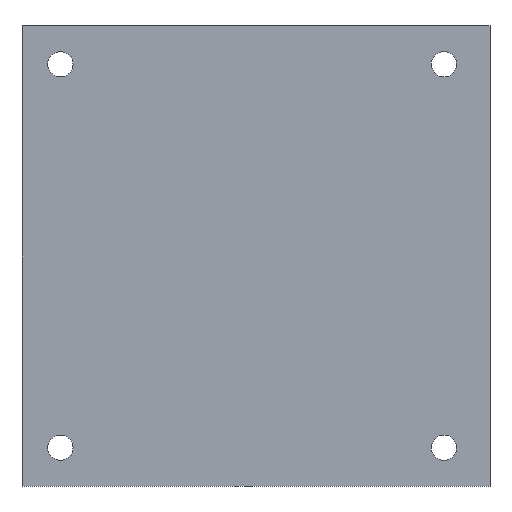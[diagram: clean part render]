
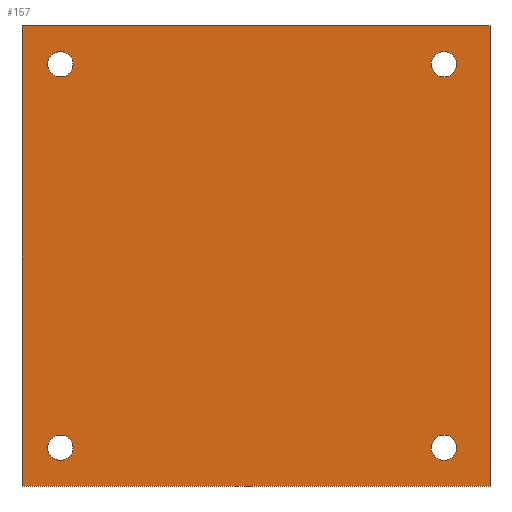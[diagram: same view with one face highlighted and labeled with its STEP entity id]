
A CAD part, front view. The second image highlights one B-rep face of the part: STEP entity #157.
In plain terms, the highlighted planar face has unit normal (0, -1, 0).
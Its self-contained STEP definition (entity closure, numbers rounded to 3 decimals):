
#1 = DIRECTION ( 'NONE',  ( 0., 0., 1. ) ) ;
#5 = FACE_BOUND ( 'NONE', #304, .T. ) ;
#11 = EDGE_CURVE ( 'NONE', #112, #124, #59, .T. ) ;
#36 = DIRECTION ( 'NONE',  ( 0., 0., 1. ) ) ;
#49 = EDGE_CURVE ( 'NONE', #389, #188, #207, .T. ) ;
#59 = CIRCLE ( 'NONE', #817, 1.65 ) ;
#60 = VERTEX_POINT ( 'NONE', #204 ) ;
#70 = DIRECTION ( 'NONE',  ( 0., 0., 1. ) ) ;
#74 = VECTOR ( 'NONE', #532, 1000. ) ;
#78 = EDGE_CURVE ( 'NONE', #748, #801, #291, .T. ) ;
#94 = FACE_OUTER_BOUND ( 'NONE', #594, .T. ) ;
#105 = VECTOR ( 'NONE', #728, 1000. ) ;
#108 = ORIENTED_EDGE ( 'NONE', *, *, #349, .T. ) ;
#112 = VERTEX_POINT ( 'NONE', #446 ) ;
#115 = EDGE_CURVE ( 'NONE', #186, #659, #600, .T. ) ;
#116 = CARTESIAN_POINT ( 'NONE',  ( 0., 0., 0. ) ) ;
#118 = ORIENTED_EDGE ( 'NONE', *, *, #11, .T. ) ;
#124 = VERTEX_POINT ( 'NONE', #733 ) ;
#134 = EDGE_CURVE ( 'NONE', #188, #186, #455, .T. ) ;
#137 = ORIENTED_EDGE ( 'NONE', *, *, #134, .F. ) ;
#142 = DIRECTION ( 'NONE',  ( 0., 1., 0. ) ) ;
#148 = AXIS2_PLACEMENT_3D ( 'NONE', #720, #296, #431 ) ;
#150 = DIRECTION ( 'NONE',  ( 0., 0., 1. ) ) ;
#153 = ORIENTED_EDGE ( 'NONE', *, *, #49, .F. ) ;
#156 = CARTESIAN_POINT ( 'NONE',  ( 61., 0., 60. ) ) ;
#157 = ADVANCED_FACE ( 'NONE', ( #167, #798, #743, #5, #94 ), #465, .F. ) ;
#167 = FACE_BOUND ( 'NONE', #235, .T. ) ;
#171 = EDGE_CURVE ( 'NONE', #659, #389, #661, .T. ) ;
#172 = CIRCLE ( 'NONE', #697, 1.65 ) ;
#178 = CARTESIAN_POINT ( 'NONE',  ( 55., 0., 56.65 ) ) ;
#183 = DIRECTION ( 'NONE',  ( 0., 1., 0. ) ) ;
#186 = VERTEX_POINT ( 'NONE', #230 ) ;
#188 = VERTEX_POINT ( 'NONE', #156 ) ;
#189 = DIRECTION ( 'NONE',  ( 0., 1., 0. ) ) ;
#193 = ORIENTED_EDGE ( 'NONE', *, *, #317, .T. ) ;
#199 = AXIS2_PLACEMENT_3D ( 'NONE', #326, #909, #36 ) ;
#204 = CARTESIAN_POINT ( 'NONE',  ( 5., 0., 56.65 ) ) ;
#207 = LINE ( 'NONE', #632, #914 ) ;
#230 = CARTESIAN_POINT ( 'NONE',  ( 61., 0., 0. ) ) ;
#235 = EDGE_LOOP ( 'NONE', ( #118, #574 ) ) ;
#238 = VECTOR ( 'NONE', #592, 1000. ) ;
#260 = CIRCLE ( 'NONE', #603, 1.65 ) ;
#264 = ORIENTED_EDGE ( 'NONE', *, *, #171, .F. ) ;
#267 = DIRECTION ( 'NONE',  ( 0., 0., 1. ) ) ;
#285 = CARTESIAN_POINT ( 'NONE',  ( 55., 0., 5. ) ) ;
#291 = CIRCLE ( 'NONE', #148, 1.65 ) ;
#296 = DIRECTION ( 'NONE',  ( 0., 1., 0. ) ) ;
#300 = CARTESIAN_POINT ( 'NONE',  ( 61., 0., 60. ) ) ;
#304 = EDGE_LOOP ( 'NONE', ( #619, #628 ) ) ;
#317 = EDGE_CURVE ( 'NONE', #893, #60, #339, .T. ) ;
#326 = CARTESIAN_POINT ( 'NONE',  ( 5., 0., 55. ) ) ;
#332 = DIRECTION ( 'NONE',  ( 0., 0., 1. ) ) ;
#339 = CIRCLE ( 'NONE', #199, 1.65 ) ;
#342 = VERTEX_POINT ( 'NONE', #178 ) ;
#343 = CIRCLE ( 'NONE', #785, 1.65 ) ;
#349 = EDGE_CURVE ( 'NONE', #777, #342, #456, .T. ) ;
#377 = CARTESIAN_POINT ( 'NONE',  ( 0., 0., 0. ) ) ;
#389 = VERTEX_POINT ( 'NONE', #903 ) ;
#421 = ORIENTED_EDGE ( 'NONE', *, *, #438, .T. ) ;
#431 = DIRECTION ( 'NONE',  ( 0., 0., 1. ) ) ;
#438 = EDGE_CURVE ( 'NONE', #60, #893, #804, .T. ) ;
#446 = CARTESIAN_POINT ( 'NONE',  ( 55., 0., 6.65 ) ) ;
#455 = LINE ( 'NONE', #300, #105 ) ;
#456 = CIRCLE ( 'NONE', #690, 1.65 ) ;
#459 = EDGE_LOOP ( 'NONE', ( #421, #193 ) ) ;
#465 = PLANE ( 'NONE',  #685 ) ;
#513 = DIRECTION ( 'NONE',  ( 0., 0., 1. ) ) ;
#521 = CARTESIAN_POINT ( 'NONE',  ( 5., 0., 55. ) ) ;
#532 = DIRECTION ( 'NONE',  ( -1., 0., 0. ) ) ;
#568 = CARTESIAN_POINT ( 'NONE',  ( 55., 0., 53.35 ) ) ;
#570 = DIRECTION ( 'NONE',  ( 1., 0., 0. ) ) ;
#574 = ORIENTED_EDGE ( 'NONE', *, *, #732, .T. ) ;
#592 = DIRECTION ( 'NONE',  ( 0., 0., 1. ) ) ;
#594 = EDGE_LOOP ( 'NONE', ( #264, #902, #137, #153 ) ) ;
#600 = LINE ( 'NONE', #793, #74 ) ;
#603 = AXIS2_PLACEMENT_3D ( 'NONE', #725, #717, #150 ) ;
#619 = ORIENTED_EDGE ( 'NONE', *, *, #78, .T. ) ;
#628 = ORIENTED_EDGE ( 'NONE', *, *, #873, .T. ) ;
#632 = CARTESIAN_POINT ( 'NONE',  ( 0., 0., 60. ) ) ;
#638 = CARTESIAN_POINT ( 'NONE',  ( 5., 0., 3.35 ) ) ;
#646 = DIRECTION ( 'NONE',  ( 0., 1., 0. ) ) ;
#648 = DIRECTION ( 'NONE',  ( 0., 0., 1. ) ) ;
#649 = CARTESIAN_POINT ( 'NONE',  ( 5., 0., 5. ) ) ;
#650 = DIRECTION ( 'NONE',  ( 0., 1., 0. ) ) ;
#653 = CARTESIAN_POINT ( 'NONE',  ( 5., 0., 6.65 ) ) ;
#659 = VERTEX_POINT ( 'NONE', #116 ) ;
#661 = LINE ( 'NONE', #377, #238 ) ;
#685 = AXIS2_PLACEMENT_3D ( 'NONE', #864, #747, #648 ) ;
#686 = ORIENTED_EDGE ( 'NONE', *, *, #861, .T. ) ;
#690 = AXIS2_PLACEMENT_3D ( 'NONE', #820, #183, #332 ) ;
#697 = AXIS2_PLACEMENT_3D ( 'NONE', #828, #189, #267 ) ;
#717 = DIRECTION ( 'NONE',  ( 0., 1., 0. ) ) ;
#720 = CARTESIAN_POINT ( 'NONE',  ( 5., 0., 5. ) ) ;
#722 = CARTESIAN_POINT ( 'NONE',  ( 5., 0., 53.35 ) ) ;
#725 = CARTESIAN_POINT ( 'NONE',  ( 55., 0., 55. ) ) ;
#728 = DIRECTION ( 'NONE',  ( 0., 0., -1. ) ) ;
#732 = EDGE_CURVE ( 'NONE', #124, #112, #172, .T. ) ;
#733 = CARTESIAN_POINT ( 'NONE',  ( 55., 0., 3.35 ) ) ;
#743 = FACE_BOUND ( 'NONE', #757, .T. ) ;
#747 = DIRECTION ( 'NONE',  ( 0., 1., 0. ) ) ;
#748 = VERTEX_POINT ( 'NONE', #653 ) ;
#757 = EDGE_LOOP ( 'NONE', ( #686, #108 ) ) ;
#777 = VERTEX_POINT ( 'NONE', #568 ) ;
#785 = AXIS2_PLACEMENT_3D ( 'NONE', #649, #142, #70 ) ;
#793 = CARTESIAN_POINT ( 'NONE',  ( 0., 0., 0. ) ) ;
#798 = FACE_BOUND ( 'NONE', #459, .T. ) ;
#801 = VERTEX_POINT ( 'NONE', #638 ) ;
#804 = CIRCLE ( 'NONE', #928, 1.65 ) ;
#817 = AXIS2_PLACEMENT_3D ( 'NONE', #285, #646, #1 ) ;
#820 = CARTESIAN_POINT ( 'NONE',  ( 55., 0., 55. ) ) ;
#828 = CARTESIAN_POINT ( 'NONE',  ( 55., 0., 5. ) ) ;
#861 = EDGE_CURVE ( 'NONE', #342, #777, #260, .T. ) ;
#864 = CARTESIAN_POINT ( 'NONE',  ( 0., 0., 0. ) ) ;
#873 = EDGE_CURVE ( 'NONE', #801, #748, #343, .T. ) ;
#893 = VERTEX_POINT ( 'NONE', #722 ) ;
#902 = ORIENTED_EDGE ( 'NONE', *, *, #115, .F. ) ;
#903 = CARTESIAN_POINT ( 'NONE',  ( 0., 0., 60. ) ) ;
#909 = DIRECTION ( 'NONE',  ( 0., 1., 0. ) ) ;
#914 = VECTOR ( 'NONE', #570, 1000. ) ;
#928 = AXIS2_PLACEMENT_3D ( 'NONE', #521, #650, #513 ) ;
